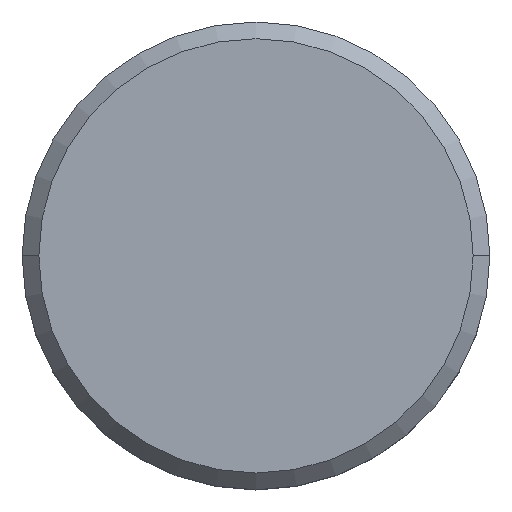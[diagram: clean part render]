
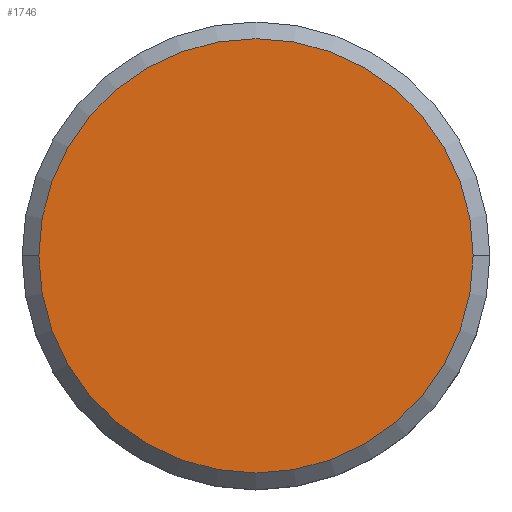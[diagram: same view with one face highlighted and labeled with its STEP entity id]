
A CAD part, top view. The second image highlights one B-rep face of the part: STEP entity #1746.
In plain terms, the highlighted planar face has unit normal (0, 0, 1).
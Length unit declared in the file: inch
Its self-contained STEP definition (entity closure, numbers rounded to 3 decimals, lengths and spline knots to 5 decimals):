
#25 = ORIENTED_EDGE ( 'NONE', *, *, #1618, .T. ) ;
#120 = ORIENTED_EDGE ( 'NONE', *, *, #1068, .T. ) ;
#307 = AXIS2_PLACEMENT_3D ( 'NONE', #929, #1650, #499 ) ;
#368 = VERTEX_POINT ( 'NONE', #1426 ) ;
#379 = CARTESIAN_POINT ( 'NONE',  ( 0., 0.6406, 0. ) ) ;
#421 = DIRECTION ( 'NONE',  ( 0., -1., 0. ) ) ;
#456 = EDGE_LOOP ( 'NONE', ( #120, #25 ) ) ;
#499 = DIRECTION ( 'NONE',  ( 0., -1., 0. ) ) ;
#517 = DIRECTION ( 'NONE',  ( 0., 0., 1. ) ) ;
#534 = FACE_OUTER_BOUND ( 'NONE', #456, .T. ) ;
#772 = AXIS2_PLACEMENT_3D ( 'NONE', #379, #517, #1664 ) ;
#785 = PLANE ( 'NONE',  #772 ) ;
#820 = CIRCLE ( 'NONE', #307, 0.65 ) ;
#885 = AXIS2_PLACEMENT_3D ( 'NONE', #1415, #1422, #421 ) ;
#929 = CARTESIAN_POINT ( 'NONE',  ( 0., 0., 0. ) ) ;
#936 = CARTESIAN_POINT ( 'NONE',  ( 0.65, 0., 0. ) ) ;
#1068 = EDGE_CURVE ( 'NONE', #368, #1710, #1538, .T. ) ;
#1415 = CARTESIAN_POINT ( 'NONE',  ( 0., 0., 0. ) ) ;
#1422 = DIRECTION ( 'NONE',  ( 0., 0., 1. ) ) ;
#1426 = CARTESIAN_POINT ( 'NONE',  ( -0.65, 0., 0. ) ) ;
#1538 = CIRCLE ( 'NONE', #885, 0.65 ) ;
#1618 = EDGE_CURVE ( 'NONE', #1710, #368, #820, .T. ) ;
#1650 = DIRECTION ( 'NONE',  ( 0., 0., 1. ) ) ;
#1664 = DIRECTION ( 'NONE',  ( 0., -1., 0. ) ) ;
#1710 = VERTEX_POINT ( 'NONE', #936 ) ;
#1746 = ADVANCED_FACE ( 'NONE', ( #534 ), #785, .T. ) ;
